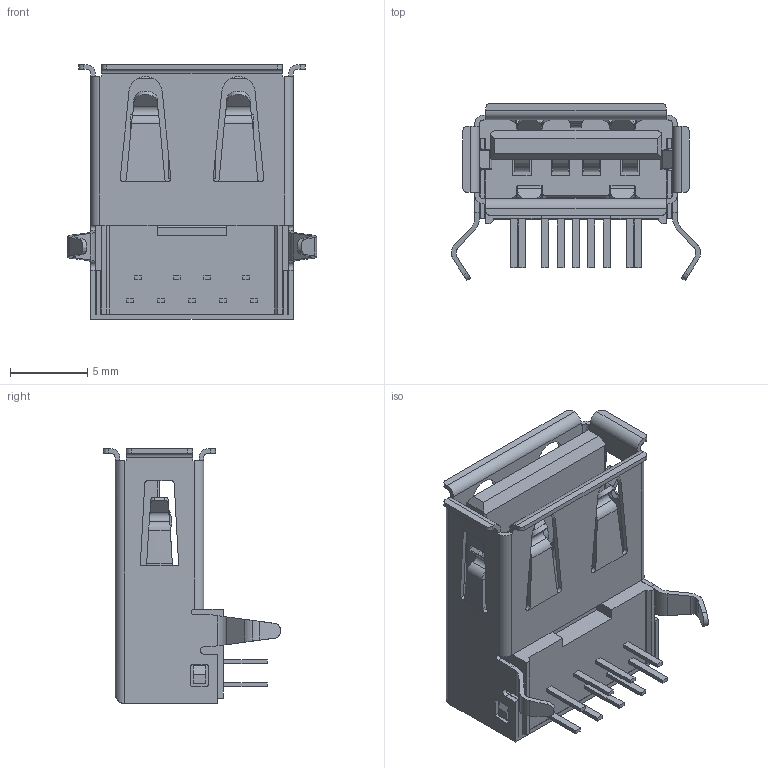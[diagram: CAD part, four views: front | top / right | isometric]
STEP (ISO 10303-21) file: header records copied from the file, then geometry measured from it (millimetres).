
FILE_DESCRIPTION(('STEP AP214'),'1');
FILE_NAME('85r4853_1932258-1.stp','2017-05-21T20:54:42',('TraceParts'),('TraceParts S.A.'),'Spatial InterOp 3D',' ',' ');
FILE_SCHEMA(('automotive_design'));
Length unit declared in the file: millimetre
Products named in the file (1): 85r4853_1932258-1
Bounding box: 16.1 x 11.45 x 16.48 mm (x, y, z)
Volume: 821 mm3; surface area: 1755 mm2
Topology: 1 solids, 1 shells, 481 faces, 1309 edges, 831 vertices
Faces by surface type: plane 302, cylinder 119, bspline 58, cone 2
Entity records: 16812 total; most frequent: CARTESIAN_POINT 5088, ORIENTED_EDGE 2618, DIRECTION 2108, EDGE_CURVE 1309, LINE 964, VECTOR 964, VERTEX_POINT 831, AXIS2_PLACEMENT_3D 572
